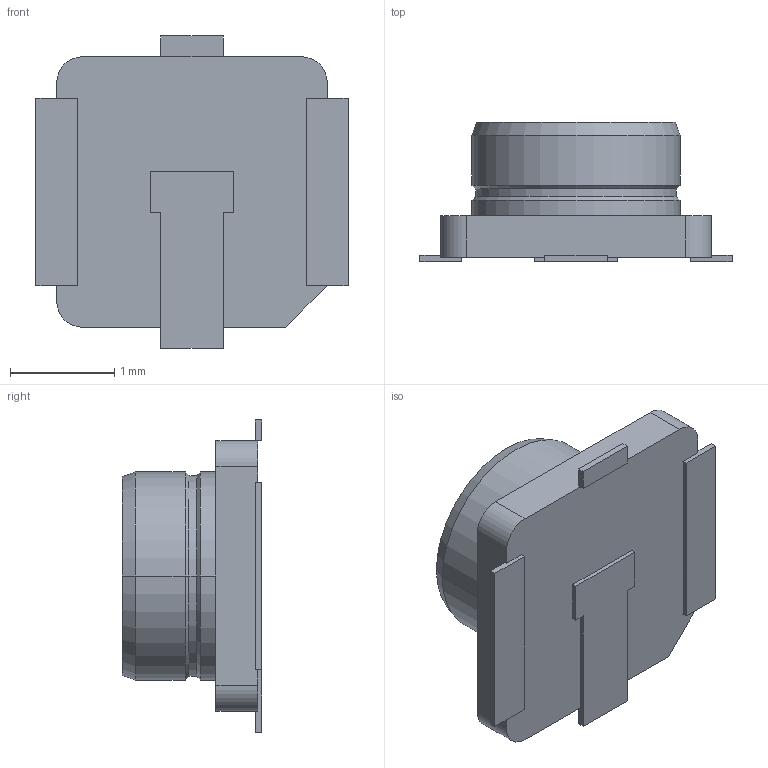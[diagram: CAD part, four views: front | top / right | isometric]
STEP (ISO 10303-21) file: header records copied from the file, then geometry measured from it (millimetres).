
FILE_DESCRIPTION (( 'STEP AP214' ), '1' );
FILE_NAME ('RSP-122811-01.STEP', '2021-10-18T10:36:13', ( '' ), ( '' ), 'SwSTEP 2.0', 'SolidWorks 2018', '' );
FILE_SCHEMA (( 'AUTOMOTIVE_DESIGN' ));
Length unit declared in the file: millimetre
Products named in the file (2): RSP-122811-01
Bounding box: 3 x 1.34 x 3 mm (x, y, z)
Volume: 3.4 mm3; surface area: 36 mm2
Topology: 5 solids, 5 shells, 80 faces, 187 edges, 120 vertices
Faces by surface type: plane 55, cylinder 17, cone 6, sphere 2
Entity records: 3194 total; most frequent: DIRECTION 385, CARTESIAN_POINT 383, ORIENTED_EDGE 366, EDGE_CURVE 183, VECTOR 145, LINE 145, AXIS2_PLACEMENT_3D 120, VERTEX_POINT 118
